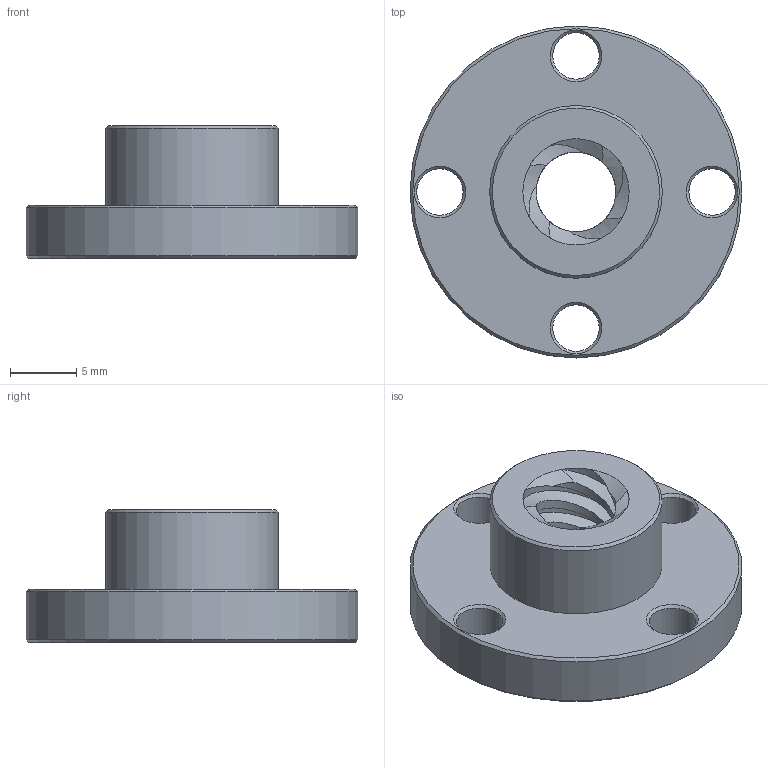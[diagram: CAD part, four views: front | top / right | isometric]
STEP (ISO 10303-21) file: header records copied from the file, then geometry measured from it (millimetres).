
FILE_DESCRIPTION(/* description */ (''),/* implementation_level */ '2;1');
FILE_NAME(/* name */ 'Leadscrew Nut T8x4.step',/* time_stamp */ '2024-05-18T14:22:45+02:00',/* author */ (''),/* organization */ (''),/* preprocessor_version */ 'ST-DEVELOPER v20',/* originating_system */ 'Autodesk Translation Framework v13.14.0.145',/* authorisation */ '');
FILE_SCHEMA (('AUTOMOTIVE_DESIGN { 1 0 10303 214 3 1 1 }'));
Length unit declared in the file: millimetre
Products named in the file (2): (Unsaved); Leadscrew Nut T8
Assembly tree (1 placements, depth 2):
  (Unsaved)
    Leadscrew Nut T8
Bounding box: 25 x 25 x 10 mm (x, y, z)
Volume: 2203.7 mm3; surface area: 1909.5 mm2
Topology: 1 solids, 1 shells, 52 faces, 120 edges, 71 vertices
Faces by surface type: cylinder 22, cone 19, bspline 8, plane 3
Full cylindrical faces by diameter (mm): 3.5 x4, 13 x1, 25 x1
Entity records: 2447 total; most frequent: CARTESIAN_POINT 1278, ORIENTED_EDGE 240, DIRECTION 213, EDGE_CURVE 120, AXIS2_PLACEMENT_3D 94, VERTEX_POINT 71, EDGE_LOOP 63, FACE_OUTER_BOUND 52
